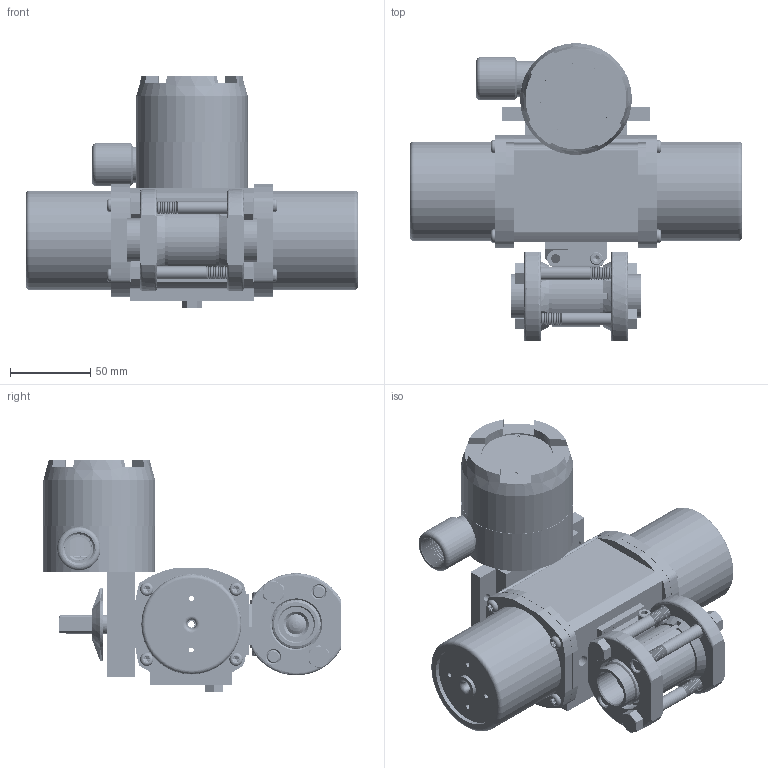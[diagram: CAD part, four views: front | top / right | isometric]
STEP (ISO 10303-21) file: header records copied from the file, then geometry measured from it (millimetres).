
FILE_DESCRIPTION (( 'STEP AP203' ), '1' );
FILE_NAME ('25XXSWSA512SRLS.step', '2018-04-12T16:34:30', ( '' ), ( '' ), 'SwSTEP 2.0', 'SolidWorks 2017', '' );
FILE_SCHEMA (( 'CONFIG_CONTROL_DESIGN' ));
Products named in the file (1): 25XXSWSA512SRLS
Bounding box: 206.38 x 184.85 x 144.65 mm (x, y, z)
Volume: 710422.8 mm3; surface area: 300611.3 mm2
Topology: 47 solids, 47 shells, 4407 faces, 12065 edges, 7803 vertices
Faces by surface type: cylinder 2373, cone 1123, plane 615, bspline 159, torus 135, sphere 2
Entity records: 218022 total; most frequent: CARTESIAN_POINT 112516, ORIENTED_EDGE 23898, DIRECTION 21058, EDGE_CURVE 11949, AXIS2_PLACEMENT_3D 8401, VERTEX_POINT 7799, EDGE_LOOP 4776, FACE_OUTER_BOUND 4407
